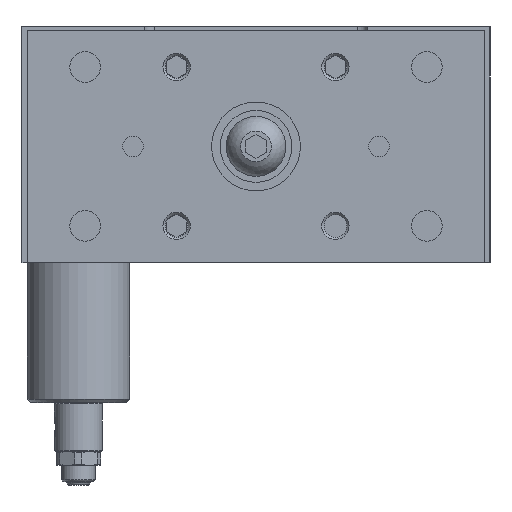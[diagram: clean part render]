
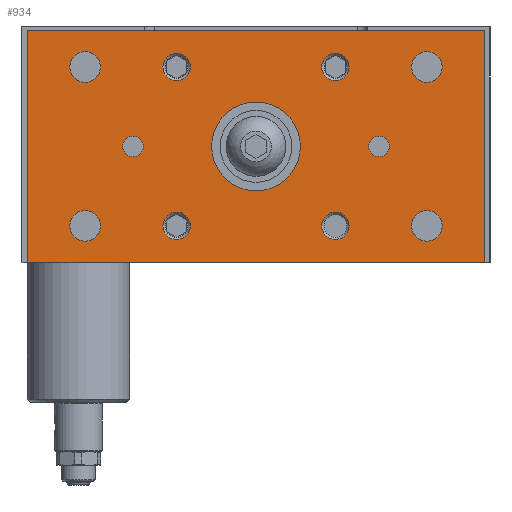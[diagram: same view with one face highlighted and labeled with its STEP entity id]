
A CAD part, left-side view. The second image highlights one B-rep face of the part: STEP entity #934.
In plain terms, the highlighted planar face has unit normal (-1, 0, 0).
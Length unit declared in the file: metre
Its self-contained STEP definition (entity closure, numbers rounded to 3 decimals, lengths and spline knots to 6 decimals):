
#934 = ADVANCED_FACE( '', ( #2245, #2246, #2247, #2248, #2249, #2250, #2251, #2252, #2253, #2254, #2255, #2256 ), #2257, .T. );
#2245 = FACE_OUTER_BOUND( '', #3991, .T. );
#2246 = FACE_BOUND( '', #3992, .T. );
#2247 = FACE_BOUND( '', #3993, .T. );
#2248 = FACE_BOUND( '', #3994, .T. );
#2249 = FACE_BOUND( '', #3995, .T. );
#2250 = FACE_BOUND( '', #3996, .T. );
#2251 = FACE_BOUND( '', #3997, .T. );
#2252 = FACE_BOUND( '', #3998, .T. );
#2253 = FACE_BOUND( '', #3999, .T. );
#2254 = FACE_BOUND( '', #4000, .T. );
#2255 = FACE_BOUND( '', #4001, .T. );
#2256 = FACE_BOUND( '', #4002, .T. );
#2257 = PLANE( '', #4003 );
#3991 = EDGE_LOOP( '', ( #6547, #6548, #6549, #6550 ) );
#3992 = EDGE_LOOP( '', ( #6551 ) );
#3993 = EDGE_LOOP( '', ( #6552 ) );
#3994 = EDGE_LOOP( '', ( #6553 ) );
#3995 = EDGE_LOOP( '', ( #6554 ) );
#3996 = EDGE_LOOP( '', ( #6555 ) );
#3997 = EDGE_LOOP( '', ( #6556 ) );
#3998 = EDGE_LOOP( '', ( #6557 ) );
#3999 = EDGE_LOOP( '', ( #6558 ) );
#4000 = EDGE_LOOP( '', ( #6559 ) );
#4001 = EDGE_LOOP( '', ( #6560 ) );
#4002 = EDGE_LOOP( '', ( #6561 ) );
#4003 = AXIS2_PLACEMENT_3D( '', #6562, #6563, #6564 );
#6547 = ORIENTED_EDGE( '', *, *, #9019, .T. );
#6548 = ORIENTED_EDGE( '', *, *, #9191, .T. );
#6549 = ORIENTED_EDGE( '', *, *, #8563, .T. );
#6550 = ORIENTED_EDGE( '', *, *, #9192, .T. );
#6551 = ORIENTED_EDGE( '', *, *, #8794, .T. );
#6552 = ORIENTED_EDGE( '', *, *, #9193, .F. );
#6553 = ORIENTED_EDGE( '', *, *, #8948, .F. );
#6554 = ORIENTED_EDGE( '', *, *, #9053, .T. );
#6555 = ORIENTED_EDGE( '', *, *, #9194, .T. );
#6556 = ORIENTED_EDGE( '', *, *, #8553, .F. );
#6557 = ORIENTED_EDGE( '', *, *, #9195, .T. );
#6558 = ORIENTED_EDGE( '', *, *, #9007, .F. );
#6559 = ORIENTED_EDGE( '', *, *, #9196, .F. );
#6560 = ORIENTED_EDGE( '', *, *, #9197, .T. );
#6561 = ORIENTED_EDGE( '', *, *, #8433, .T. );
#6562 = CARTESIAN_POINT( '', ( -0.027, -0.067, -0.001 ) );
#6563 = DIRECTION( '', ( -1., 0., 0. ) );
#6564 = DIRECTION( '', ( 0., 0., 1. ) );
#8433 = EDGE_CURVE( '', #9734, #9734, #9735, .T. );
#8553 = EDGE_CURVE( '', #9933, #9933, #9934, .T. );
#8563 = EDGE_CURVE( '', #9950, #9948, #9951, .T. );
#8794 = EDGE_CURVE( '', #10322, #10322, #10323, .T. );
#8948 = EDGE_CURVE( '', #10573, #10573, #10574, .T. );
#9007 = EDGE_CURVE( '', #10662, #10662, #10663, .T. );
#9019 = EDGE_CURVE( '', #10681, #10679, #10682, .T. );
#9053 = EDGE_CURVE( '', #10730, #10730, #10731, .T. );
#9191 = EDGE_CURVE( '', #10679, #9950, #10926, .T. );
#9192 = EDGE_CURVE( '', #9948, #10681, #10927, .T. );
#9193 = EDGE_CURVE( '', #10928, #10928, #10929, .T. );
#9194 = EDGE_CURVE( '', #10930, #10930, #10931, .T. );
#9195 = EDGE_CURVE( '', #10932, #10932, #10933, .T. );
#9196 = EDGE_CURVE( '', #10934, #10934, #10935, .T. );
#9197 = EDGE_CURVE( '', #10936, #10936, #10937, .T. );
#9734 = VERTEX_POINT( '', #11643 );
#9735 = CIRCLE( '', #11644, 0.013 );
#9933 = VERTEX_POINT( '', #12096 );
#9934 = CIRCLE( '', #12097, 0.003 );
#9948 = VERTEX_POINT( '', #12114 );
#9950 = VERTEX_POINT( '', #12117 );
#9951 = LINE( '', #12118, #12119 );
#10322 = VERTEX_POINT( '', #12628 );
#10323 = CIRCLE( '', #12629, 0.0045 );
#10573 = VERTEX_POINT( '', #13098 );
#10574 = CIRCLE( '', #13099, 0.0045 );
#10662 = VERTEX_POINT( '', #13213 );
#10663 = CIRCLE( '', #13214, 0.004 );
#10679 = VERTEX_POINT( '', #13237 );
#10681 = VERTEX_POINT( '', #13240 );
#10682 = LINE( '', #13241, #13242 );
#10730 = VERTEX_POINT( '', #13392 );
#10731 = CIRCLE( '', #13393, 0.0045 );
#10926 = LINE( '', #13822, #13823 );
#10927 = LINE( '', #13824, #13825 );
#10928 = VERTEX_POINT( '', #13826 );
#10929 = CIRCLE( '', #13827, 0.0045 );
#10930 = VERTEX_POINT( '', #13828 );
#10931 = CIRCLE( '', #13829, 0.003 );
#10932 = VERTEX_POINT( '', #13830 );
#10933 = CIRCLE( '', #13831, 0.004 );
#10934 = VERTEX_POINT( '', #13832 );
#10935 = CIRCLE( '', #13833, 0.004 );
#10936 = VERTEX_POINT( '', #13834 );
#10937 = CIRCLE( '', #13835, 0.004 );
#11643 = CARTESIAN_POINT( '', ( -0.027, 0.013, -0.035 ) );
#11644 = AXIS2_PLACEMENT_3D( '', #14750, #14751, #14752 );
#12096 = CARTESIAN_POINT( '', ( -0.027, -0.039, -0.035 ) );
#12097 = AXIS2_PLACEMENT_3D( '', #14917, #14918, #14919 );
#12114 = CARTESIAN_POINT( '', ( -0.027, 0.067, -0.069 ) );
#12117 = CARTESIAN_POINT( '', ( -0.027, 0.067, -0.001 ) );
#12118 = CARTESIAN_POINT( '', ( -0.027, 0.067, -0.001 ) );
#12119 = VECTOR( '', #14930, 1. );
#12628 = CARTESIAN_POINT( '', ( -0.027, 0.0455, -0.01175 ) );
#12629 = AXIS2_PLACEMENT_3D( '', #15242, #15243, #15244 );
#13098 = CARTESIAN_POINT( '', ( -0.027, 0.0455, -0.05825 ) );
#13099 = AXIS2_PLACEMENT_3D( '', #15432, #15433, #15434 );
#13213 = CARTESIAN_POINT( '', ( -0.027, -0.02725, -0.01175 ) );
#13214 = AXIS2_PLACEMENT_3D( '', #15517, #15518, #15519 );
#13237 = CARTESIAN_POINT( '', ( -0.027, -0.067, -0.001 ) );
#13240 = CARTESIAN_POINT( '', ( -0.027, -0.067, -0.069 ) );
#13241 = CARTESIAN_POINT( '', ( -0.027, -0.067, -0.069 ) );
#13242 = VECTOR( '', #15531, 1. );
#13392 = CARTESIAN_POINT( '', ( -0.027, -0.0455, -0.05825 ) );
#13393 = AXIS2_PLACEMENT_3D( '', #15572, #15573, #15574 );
#13822 = CARTESIAN_POINT( '', ( -0.027, -0.067, -0.001 ) );
#13823 = VECTOR( '', #15754, 1. );
#13824 = CARTESIAN_POINT( '', ( -0.027, 0.067, -0.069 ) );
#13825 = VECTOR( '', #15755, 1. );
#13826 = CARTESIAN_POINT( '', ( -0.027, -0.0455, -0.01175 ) );
#13827 = AXIS2_PLACEMENT_3D( '', #15756, #15757, #15758 );
#13828 = CARTESIAN_POINT( '', ( -0.027, 0.039, -0.035 ) );
#13829 = AXIS2_PLACEMENT_3D( '', #15759, #15760, #15761 );
#13830 = CARTESIAN_POINT( '', ( -0.027, 0.02725, -0.01175 ) );
#13831 = AXIS2_PLACEMENT_3D( '', #15762, #15763, #15764 );
#13832 = CARTESIAN_POINT( '', ( -0.027, 0.02725, -0.05825 ) );
#13833 = AXIS2_PLACEMENT_3D( '', #15765, #15766, #15767 );
#13834 = CARTESIAN_POINT( '', ( -0.027, -0.02725, -0.05825 ) );
#13835 = AXIS2_PLACEMENT_3D( '', #15768, #15769, #15770 );
#14750 = CARTESIAN_POINT( '', ( -0.027, 0., -0.035 ) );
#14751 = DIRECTION( '', ( 1., 0., 0. ) );
#14752 = DIRECTION( '', ( 0., 1., 0. ) );
#14917 = CARTESIAN_POINT( '', ( -0.027, -0.036, -0.035 ) );
#14918 = DIRECTION( '', ( -1., 0., 0. ) );
#14919 = DIRECTION( '', ( 0., -1., 0. ) );
#14930 = DIRECTION( '', ( 0., 0., -1. ) );
#15242 = CARTESIAN_POINT( '', ( -0.027, 0.05, -0.01175 ) );
#15243 = DIRECTION( '', ( 1., 0., 0. ) );
#15244 = DIRECTION( '', ( 0., -1., 0. ) );
#15432 = CARTESIAN_POINT( '', ( -0.027, 0.05, -0.05825 ) );
#15433 = DIRECTION( '', ( -1., 0., 0. ) );
#15434 = DIRECTION( '', ( 0., -1., 0. ) );
#15517 = CARTESIAN_POINT( '', ( -0.027, -0.02325, -0.01175 ) );
#15518 = DIRECTION( '', ( -1., 0., 0. ) );
#15519 = DIRECTION( '', ( 0., -1., 0. ) );
#15531 = DIRECTION( '', ( 0., 0., 1. ) );
#15572 = CARTESIAN_POINT( '', ( -0.027, -0.05, -0.05825 ) );
#15573 = DIRECTION( '', ( 1., 0., 0. ) );
#15574 = DIRECTION( '', ( 0., 1., 0. ) );
#15754 = DIRECTION( '', ( 0., 1., 0. ) );
#15755 = DIRECTION( '', ( 0., -1., 0. ) );
#15756 = CARTESIAN_POINT( '', ( -0.027, -0.05, -0.01175 ) );
#15757 = DIRECTION( '', ( -1., 0., 0. ) );
#15758 = DIRECTION( '', ( 0., 1., 0. ) );
#15759 = CARTESIAN_POINT( '', ( -0.027, 0.036, -0.035 ) );
#15760 = DIRECTION( '', ( 1., 0., 0. ) );
#15761 = DIRECTION( '', ( 0., 1., 0. ) );
#15762 = CARTESIAN_POINT( '', ( -0.027, 0.02325, -0.01175 ) );
#15763 = DIRECTION( '', ( 1., 0., 0. ) );
#15764 = DIRECTION( '', ( 0., 1., 0. ) );
#15765 = CARTESIAN_POINT( '', ( -0.027, 0.02325, -0.05825 ) );
#15766 = DIRECTION( '', ( -1., 0., 0. ) );
#15767 = DIRECTION( '', ( 0., 1., 0. ) );
#15768 = CARTESIAN_POINT( '', ( -0.027, -0.02325, -0.05825 ) );
#15769 = DIRECTION( '', ( 1., 0., 0. ) );
#15770 = DIRECTION( '', ( 0., -1., 0. ) );
